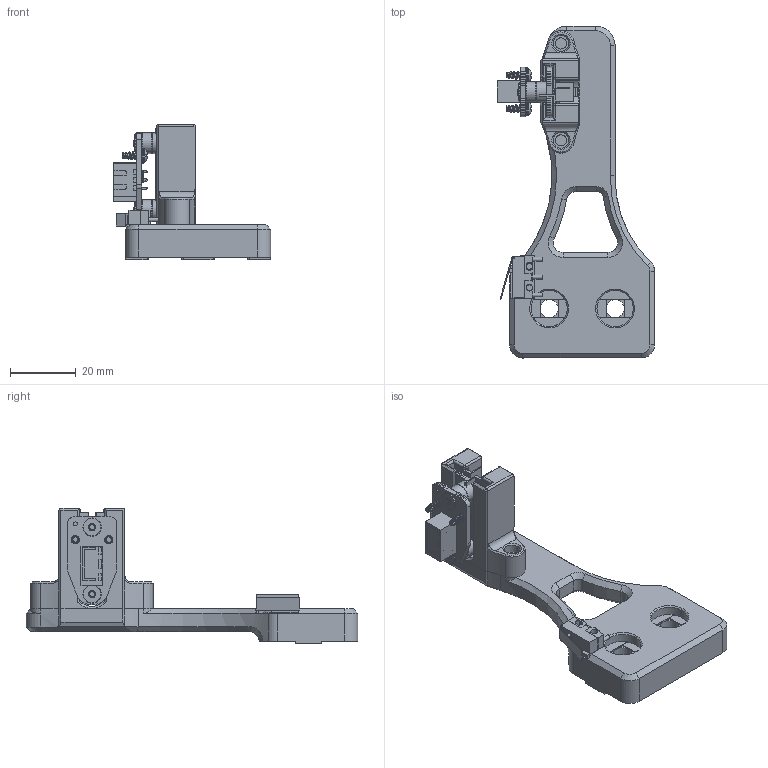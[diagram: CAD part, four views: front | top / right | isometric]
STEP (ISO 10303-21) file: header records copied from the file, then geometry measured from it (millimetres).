
FILE_DESCRIPTION(/* description */ (''),/* implementation_level */ '2;1');
FILE_NAME(/* name */ 'Euclid_for_VSW.step',/* time_stamp */ '2022-11-06T12:45:35+02:00',/* author */ (''),/* organization */ (''),/* preprocessor_version */ 'ST-DEVELOPER v18.1',/* originating_system */ 'Autodesk Translation Framework v10.13.0.1454',/* authorisation */ '');
FILE_SCHEMA (('AUTOMOTIVE_DESIGN { 1 0 10303 214 3 1 1 }'));
Products named in the file (61): Euclid_for_VSW; Dock_Arm_Euclid_VSW; arm; spacer; KW10 Microswitch v1 (1); Component2 (1) (1) (1); Component3 (1) (1) (1); Component6 (1) (1) (1); Component7 (1) (1) (1); Component8 (1) (1) (1); euclid ProbeV4; ProbeV4; 1 (1); 2 (1); 3; 4; 5; 6; 7; 8; 9; 10; 11; 12; 13; 14; 15; 16; 17; 18; 19; 20; 21; 22; 23; 24; 25; 26; 27; 28 ...
Assembly tree (60 placements, depth 5):
  Euclid_for_VSW
    Dock_Arm_Euclid_VSW
      arm
      spacer
    KW10 Microswitch v1 (1)
      Component2 (1) (1) (1)
        Component3 (1) (1) (1)
          Component6 (1) (1) (1)
        Component7 (1) (1) (1)
        Component8 (1) (1) (1)
    euclid ProbeV4
      ProbeV4
        1 (1)
        2 (1)
        3
        4
        5
        6
        7
        8
        9
        10
        11
        12
        13
        14
        15
        16
        17
        18
        19
        20
        21
        22
        23
        24
        25
        26
        27
        28
        29
        30
        31
        32
        33
        34
        35
        36
        37
        38
        39
        40
        41
        42
        43
        44
        45
        46
        47
        48
Bounding box: 47.74 x 100.75 x 41.19 mm (x, y, z)
Volume: 28800.2 mm3; surface area: 18878.1 mm2
Topology: 34 solids, 57 shells, 1157 faces, 3102 edges, 2056 vertices
Faces by surface type: plane 634, cylinder 319, cone 154, bspline 34, torus 12, sphere 4
Full cylindrical faces by diameter (mm): 0.4 x3, 0.95 x3, 1.152 x2, 1.2 x6, 1.5 x8, 1.571 x24, 1.8 x4, 2 x6, 2.184 x24, 2.5 x2, 2.54 x4, 3.4 x4, 3.6 x4, 4.09 x4, 4.4 x2, 4.8 x4, 5.5 x2, 5.56 x4, 6.35 x4, 11 x2
Entity records: 47514 total; most frequent: CARTESIAN_POINT 17265, ORIENTED_EDGE 6054, DIRECTION 5784, EDGE_CURVE 3086, VERTEX_POINT 2052, AXIS2_PLACEMENT_3D 1940, LINE 1904, VECTOR 1904
